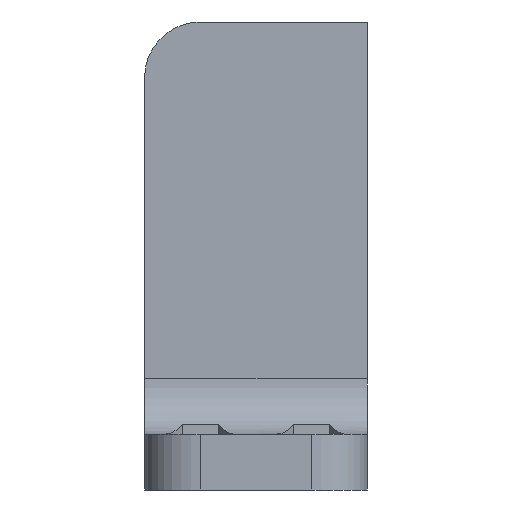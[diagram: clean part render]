
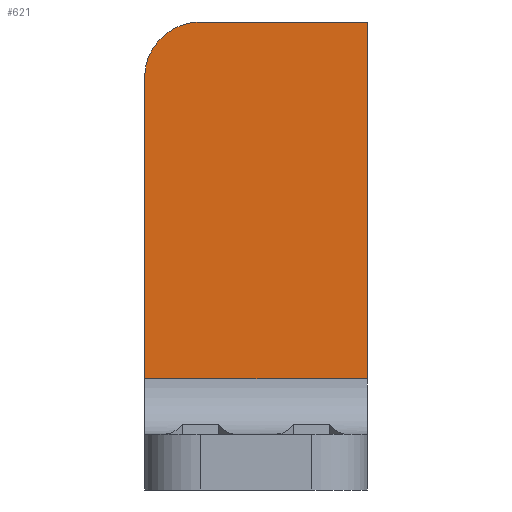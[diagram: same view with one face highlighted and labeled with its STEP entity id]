
A CAD part, front view. The second image highlights one B-rep face of the part: STEP entity #621.
In plain terms, the highlighted planar face has unit normal (0, -1, 0).
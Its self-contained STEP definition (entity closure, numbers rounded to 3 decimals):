
#278=CARTESIAN_POINT('',(5.,-26.25,42.0));
#279=VERTEX_POINT('',#278);
#286=CARTESIAN_POINT('',(5.,-26.25,10.0));
#287=VERTEX_POINT('',#286);
#288=CARTESIAN_POINT('',(5.,-26.25,10.0));
#289=DIRECTION('',(0.0,0.0,1.0));
#290=VECTOR('',#289,32.0);
#291=LINE('',#288,#290);
#292=EDGE_CURVE('',#287,#279,#291,.T.);
#545=CARTESIAN_POINT('',(-10.,-26.25,42.0));
#546=VERTEX_POINT('',#545);
#553=CARTESIAN_POINT('',(-10.,-26.25,42.0));
#554=DIRECTION('',(1.0,0.0,0.0));
#555=VECTOR('',#554,15.);
#556=LINE('',#553,#555);
#557=EDGE_CURVE('',#546,#279,#556,.T.);
#569=CARTESIAN_POINT('',(-15.,-26.25,37.0));
#570=VERTEX_POINT('',#569);
#571=CARTESIAN_POINT('',(-10.,-26.25,37.0));
#572=DIRECTION('',(0.0,1.0,0.0));
#573=DIRECTION('',(-0.707,0.0,0.707));
#574=AXIS2_PLACEMENT_3D('',#571,#572,#573);
#575=CIRCLE('',#574,5.);
#576=EDGE_CURVE('',#570,#546,#575,.T.);
#597=CARTESIAN_POINT('',(-15.,-26.25,0.0));
#598=DIRECTION('',(0.0,-1.0,0.0));
#599=DIRECTION('',(1.0,0.0,0.0));
#600=AXIS2_PLACEMENT_3D('',#597,#598,#599);
#601=PLANE('',#600);
#602=ORIENTED_EDGE('',*,*,#576,.F.);
#603=CARTESIAN_POINT('',(-15.,-26.25,10.));
#604=VERTEX_POINT('',#603);
#605=CARTESIAN_POINT('',(-15.,-26.25,10.));
#606=DIRECTION('',(0.0,0.0,1.0));
#607=VECTOR('',#606,27.0);
#608=LINE('',#605,#607);
#609=EDGE_CURVE('',#604,#570,#608,.T.);
#610=ORIENTED_EDGE('',*,*,#609,.F.);
#611=CARTESIAN_POINT('',(5.,-26.25,10.0));
#612=DIRECTION('',(-1.0,0.0,0.0));
#613=VECTOR('',#612,20.);
#614=LINE('',#611,#613);
#615=EDGE_CURVE('',#287,#604,#614,.T.);
#616=ORIENTED_EDGE('',*,*,#615,.F.);
#617=ORIENTED_EDGE('',*,*,#292,.T.);
#618=ORIENTED_EDGE('',*,*,#557,.F.);
#619=EDGE_LOOP('',(#602,#610,#616,#617,#618));
#620=FACE_OUTER_BOUND('',#619,.T.);
#621=ADVANCED_FACE('',(#620),#601,.T.);
